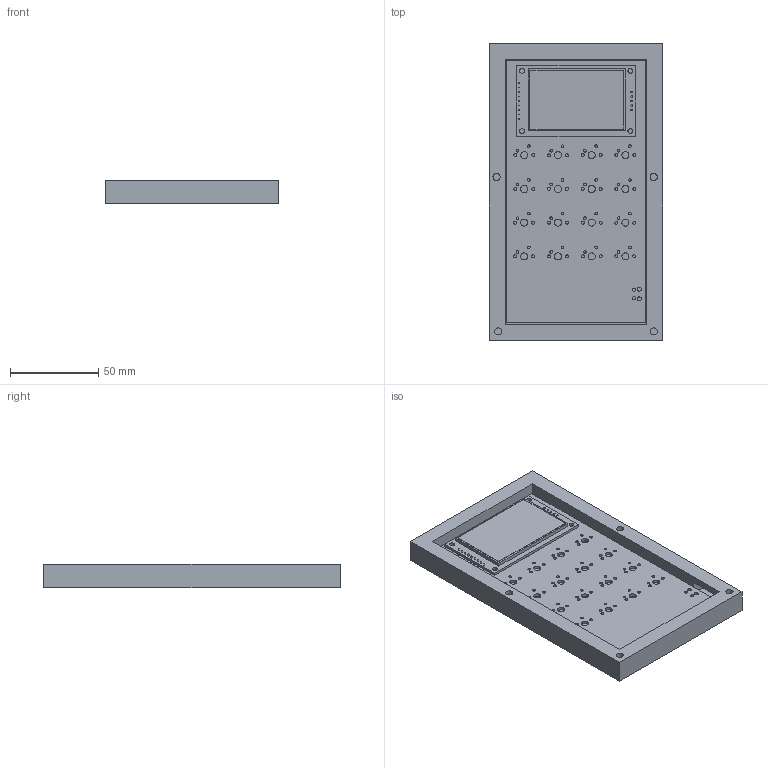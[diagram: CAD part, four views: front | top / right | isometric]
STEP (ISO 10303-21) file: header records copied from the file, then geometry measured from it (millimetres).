
FILE_DESCRIPTION(/* description */ (''),/* implementation_level */ '2;1');
FILE_NAME(/* name */ 'memory_game_bottom.step',/* time_stamp */ '2025-07-23T15:59:29+02:00',/* author */ (''),/* organization */ (''),/* preprocessor_version */ 'ST-DEVELOPER v20.1',/* originating_system */ 'Autodesk Translation Framework v14.10.0.0',/* authorisation */ '');
FILE_SCHEMA (('AUTOMOTIVE_DESIGN { 1 0 10303 214 3 1 1 }'));
Length unit declared in the file: centimetre
Products named in the file (5): (Unsaved); memory_game 1; CR2013-MI2120; memory_game_PCB; D_SOD-123
Assembly tree (19 placements, depth 3):
  (Unsaved)
    memory_game 1
      CR2013-MI2120
      D_SOD-123  x16
      memory_game_PCB
Bounding box: 97.8 x 167.5 x 13 mm (x, y, z)
Volume: 117548.7 mm3; surface area: 79813.2 mm2
Topology: 20 solids, 20 shells, 1334 faces, 3181 edges, 1928 vertices
Faces by surface type: plane 1091, cylinder 243
Full cylindrical faces by diameter (mm): 1 x19, 1.5 x32, 1.7 x32, 1.85 x2, 2.2 x2, 2.7 x8, 4 x20
Entity records: 10895 total; most frequent: DIRECTION 1793, CARTESIAN_POINT 1742, ORIENTED_EDGE 1682, EDGE_CURVE 841, AXIS2_PLACEMENT_3D 599, LINE 595, VECTOR 595, EDGE_LOOP 579
